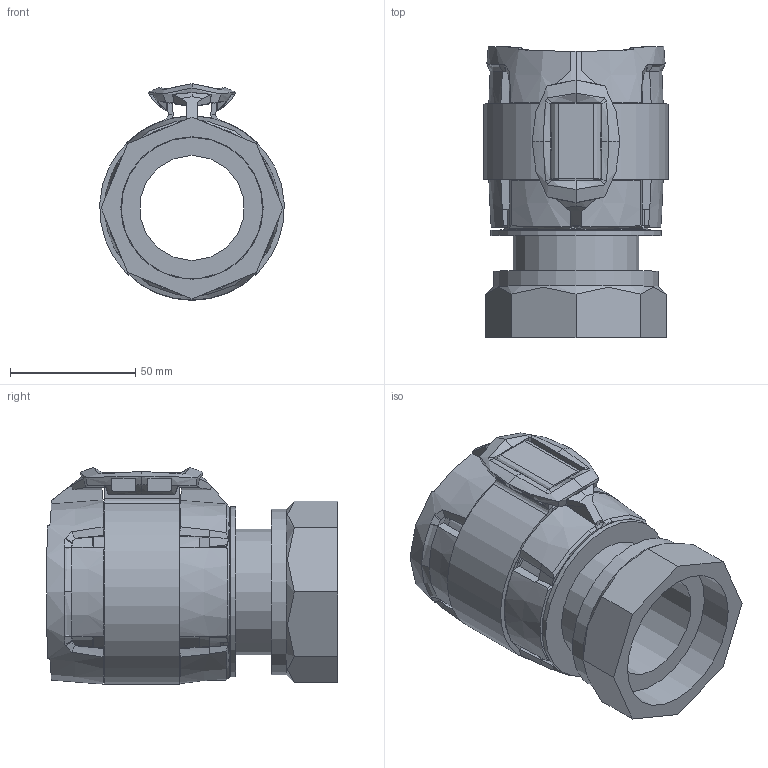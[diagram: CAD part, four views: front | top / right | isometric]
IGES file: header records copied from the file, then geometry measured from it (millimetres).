
Global section: file name: 620626; native system: Autodesk Inventor 2014; preprocessor: unknown; author: seihe2; date: 20181120.103048; units: millimetre
Bounding box: 73.7 x 116.2 x 86.57 mm (x, y, z)
Volume: 121037.9 mm3; surface area: 107158.6 mm2
Topology: 5 solids, 8 shells, 452 faces, 1222 edges, 791 vertices
Faces by surface type: plane 181, bspline 136, revolution 50, cone 47, cylinder 38
Full cylindrical faces by diameter (mm): 49.2 x1, 50.1 x1, 52.5 x4, 53.3 x1, 54.1 x1, 54.2 x1, 54.3 x1, 56.5 x1, 57.4 x1, 61.8 x1, 66 x1, 68 x1
